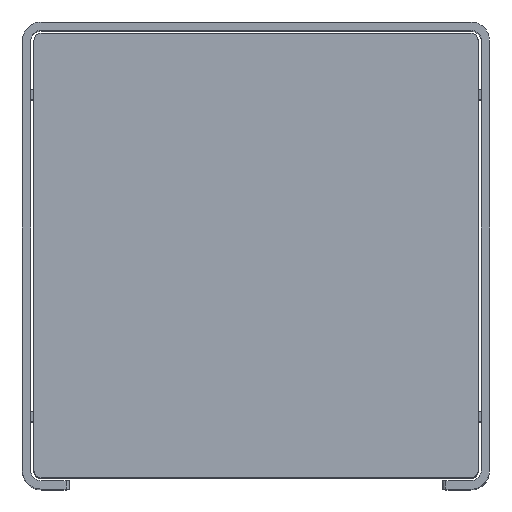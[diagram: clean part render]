
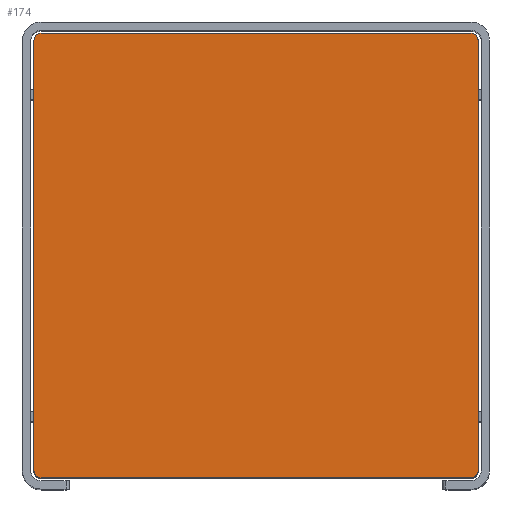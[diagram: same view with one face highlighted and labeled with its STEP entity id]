
A CAD part, top view. The second image highlights one B-rep face of the part: STEP entity #174.
In plain terms, the highlighted planar face has unit normal (0, 0, 1).
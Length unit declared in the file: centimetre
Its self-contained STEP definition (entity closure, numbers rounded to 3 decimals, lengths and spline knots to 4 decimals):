
#64=(
BOUNDED_CURVE()
B_SPLINE_CURVE(2,(#2305,#2306,#2307),.UNSPECIFIED.,.F.,.F.)
B_SPLINE_CURVE_WITH_KNOTS((3,3),(-10.9956,0.),.UNSPECIFIED.)
CURVE()
GEOMETRIC_REPRESENTATION_ITEM()
RATIONAL_B_SPLINE_CURVE((1.,0.707,1.))
REPRESENTATION_ITEM($)
);
#66=(
BOUNDED_CURVE()
B_SPLINE_CURVE(2,(#2319,#2320,#2321),.UNSPECIFIED.,.F.,.F.)
B_SPLINE_CURVE_WITH_KNOTS((3,3),(-10.9956,0.),.UNSPECIFIED.)
CURVE()
GEOMETRIC_REPRESENTATION_ITEM()
RATIONAL_B_SPLINE_CURVE((1.,0.707,1.))
REPRESENTATION_ITEM($)
);
#68=(
BOUNDED_CURVE()
B_SPLINE_CURVE(2,(#2333,#2334,#2335),.UNSPECIFIED.,.F.,.F.)
B_SPLINE_CURVE_WITH_KNOTS((3,3),(-10.9956,0.),.UNSPECIFIED.)
CURVE()
GEOMETRIC_REPRESENTATION_ITEM()
RATIONAL_B_SPLINE_CURVE((1.,0.707,1.))
REPRESENTATION_ITEM($)
);
#69=(
BOUNDED_CURVE()
B_SPLINE_CURVE(2,(#2342,#2343,#2344),.UNSPECIFIED.,.F.,.F.)
B_SPLINE_CURVE_WITH_KNOTS((3,3),(0.,10.9956),.UNSPECIFIED.)
CURVE()
GEOMETRIC_REPRESENTATION_ITEM()
RATIONAL_B_SPLINE_CURVE((1.,0.707,1.))
REPRESENTATION_ITEM($)
);
#174=ADVANCED_FACE($,(#268),#1228,.T.);
#268=FACE_OUTER_BOUND($,#362,.T.);
#362=EDGE_LOOP($,(#744,#745,#746,#747,#748,#749,#750,#751));
#744=ORIENTED_EDGE($,*,*,#979,.T.);
#745=ORIENTED_EDGE($,*,*,#982,.F.);
#746=ORIENTED_EDGE($,*,*,#985,.T.);
#747=ORIENTED_EDGE($,*,*,#988,.F.);
#748=ORIENTED_EDGE($,*,*,#991,.T.);
#749=ORIENTED_EDGE($,*,*,#994,.F.);
#750=ORIENTED_EDGE($,*,*,#997,.T.);
#751=ORIENTED_EDGE($,*,*,#998,.T.);
#979=EDGE_CURVE($,#1137,#1139,#1381,.T.);
#982=EDGE_CURVE($,#1141,#1139,#64,.T.);
#985=EDGE_CURVE($,#1141,#1143,#1385,.T.);
#988=EDGE_CURVE($,#1145,#1143,#66,.T.);
#991=EDGE_CURVE($,#1145,#1147,#1389,.T.);
#994=EDGE_CURVE($,#1149,#1147,#68,.T.);
#997=EDGE_CURVE($,#1149,#1151,#1393,.T.);
#998=EDGE_CURVE($,#1151,#1137,#69,.T.);
#1137=VERTEX_POINT($,#2379);
#1139=VERTEX_POINT($,#2381);
#1141=VERTEX_POINT($,#2383);
#1143=VERTEX_POINT($,#2385);
#1145=VERTEX_POINT($,#2387);
#1147=VERTEX_POINT($,#2389);
#1149=VERTEX_POINT($,#2391);
#1151=VERTEX_POINT($,#2393);
#1228=PLANE($,#1566);
#1381=B_SPLINE_CURVE_WITH_KNOTS($,1,(#2298,#2299),.UNSPECIFIED.,.F.,.F.,
(2,2),(0.,414.),.UNSPECIFIED.);
#1385=B_SPLINE_CURVE_WITH_KNOTS($,1,(#2312,#2313),.UNSPECIFIED.,.F.,.F.,
(2,2),(0.,414.),.UNSPECIFIED.);
#1389=B_SPLINE_CURVE_WITH_KNOTS($,1,(#2326,#2327),.UNSPECIFIED.,.F.,.F.,
(2,2),(0.,414.),.UNSPECIFIED.);
#1393=B_SPLINE_CURVE_WITH_KNOTS($,1,(#2340,#2341),.UNSPECIFIED.,.F.,.F.,
(2,2),(0.,414.),.UNSPECIFIED.);
#1566=AXIS2_PLACEMENT_3D($,#2376,#1643,$);
#1643=DIRECTION($,(0.,0.,1.));
#2298=CARTESIAN_POINT($,(-5.8101,6.0203,48.5));
#2299=CARTESIAN_POINT($,(-5.8101,-35.3797,48.5));
#2305=CARTESIAN_POINT($,(-5.1101,-36.0797,48.5));
#2306=CARTESIAN_POINT($,(-5.8101,-36.0797,48.5));
#2307=CARTESIAN_POINT($,(-5.8101,-35.3797,48.5));
#2312=CARTESIAN_POINT($,(-5.1101,-36.0797,48.5));
#2313=CARTESIAN_POINT($,(36.2899,-36.0797,48.5));
#2319=CARTESIAN_POINT($,(36.9899,-35.3797,48.5));
#2320=CARTESIAN_POINT($,(36.9899,-36.0797,48.5));
#2321=CARTESIAN_POINT($,(36.2899,-36.0797,48.5));
#2326=CARTESIAN_POINT($,(36.9899,-35.3797,48.5));
#2327=CARTESIAN_POINT($,(36.9899,6.0203,48.5));
#2333=CARTESIAN_POINT($,(36.2899,6.7203,48.5));
#2334=CARTESIAN_POINT($,(36.9899,6.7203,48.5));
#2335=CARTESIAN_POINT($,(36.9899,6.0203,48.5));
#2340=CARTESIAN_POINT($,(36.2899,6.7203,48.5));
#2341=CARTESIAN_POINT($,(-5.1101,6.7203,48.5));
#2342=CARTESIAN_POINT($,(-5.1101,6.7203,48.5));
#2343=CARTESIAN_POINT($,(-5.8101,6.7203,48.5));
#2344=CARTESIAN_POINT($,(-5.8101,6.0203,48.5));
#2376=CARTESIAN_POINT($,(15.5899,-57.9174,48.5));
#2379=CARTESIAN_POINT($,(-5.8101,6.0203,48.5));
#2381=CARTESIAN_POINT($,(-5.8101,-35.3797,48.5));
#2383=CARTESIAN_POINT($,(-5.1101,-36.0797,48.5));
#2385=CARTESIAN_POINT($,(36.2899,-36.0797,48.5));
#2387=CARTESIAN_POINT($,(36.9899,-35.3797,48.5));
#2389=CARTESIAN_POINT($,(36.9899,6.0203,48.5));
#2391=CARTESIAN_POINT($,(36.2899,6.7203,48.5));
#2393=CARTESIAN_POINT($,(-5.1101,6.7203,48.5));
